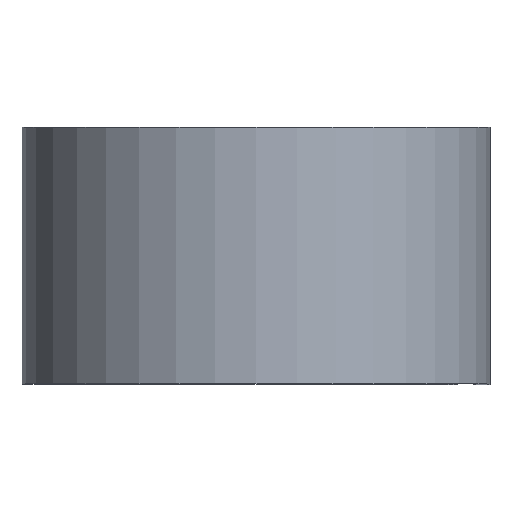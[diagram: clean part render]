
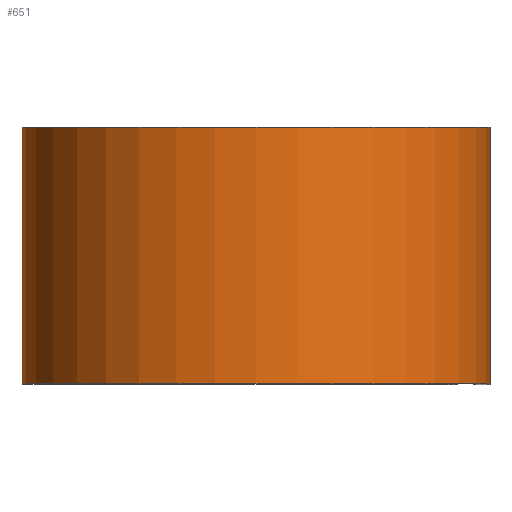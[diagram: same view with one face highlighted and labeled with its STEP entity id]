
A CAD part, top view. The second image highlights one B-rep face of the part: STEP entity #651.
In plain terms, the highlighted cylindrical face has radius 20.269 mm (diameter 40.538 mm), a partial arc.
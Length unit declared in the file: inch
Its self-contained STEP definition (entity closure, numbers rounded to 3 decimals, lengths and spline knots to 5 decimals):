
#35 = AXIS2_PLACEMENT_3D ( 'NONE', #572, #519, #532 ) ;
#41 = LINE ( 'NONE', #509, #492 ) ;
#45 = EDGE_CURVE ( 'NONE', #709, #117, #673, .T. ) ;
#94 = DIRECTION ( 'NONE',  ( 1., 0., 0. ) ) ;
#117 = VERTEX_POINT ( 'NONE', #124 ) ;
#124 = CARTESIAN_POINT ( 'NONE',  ( 0.798, -0.4375, 0. ) ) ;
#134 = CARTESIAN_POINT ( 'NONE',  ( 0., 0.4375, 0. ) ) ;
#145 = CARTESIAN_POINT ( 'NONE',  ( 0.798, 0.4375, 0. ) ) ;
#160 = DIRECTION ( 'NONE',  ( 0., -1., 0. ) ) ;
#187 = CYLINDRICAL_SURFACE ( 'NONE', #282, 0.798 ) ;
#191 = ORIENTED_EDGE ( 'NONE', *, *, #577, .F. ) ;
#224 = VECTOR ( 'NONE', #552, 39.37008 ) ;
#245 = CARTESIAN_POINT ( 'NONE',  ( 0.798, 0.4375, 0. ) ) ;
#269 = VERTEX_POINT ( 'NONE', #145 ) ;
#282 = AXIS2_PLACEMENT_3D ( 'NONE', #134, #334, #511 ) ;
#334 = DIRECTION ( 'NONE',  ( 0., -1., 0. ) ) ;
#337 = ORIENTED_EDGE ( 'NONE', *, *, #449, .T. ) ;
#371 = CIRCLE ( 'NONE', #604, 0.798 ) ;
#395 = EDGE_CURVE ( 'NONE', #269, #117, #645, .T. ) ;
#449 = EDGE_CURVE ( 'NONE', #726, #709, #41, .T. ) ;
#458 = ORIENTED_EDGE ( 'NONE', *, *, #45, .T. ) ;
#492 = VECTOR ( 'NONE', #160, 39.37008 ) ;
#497 = FACE_OUTER_BOUND ( 'NONE', #724, .T. ) ;
#509 = CARTESIAN_POINT ( 'NONE',  ( 0., 0.4375, -0.798 ) ) ;
#511 = DIRECTION ( 'NONE',  ( 0., 0., -1. ) ) ;
#519 = DIRECTION ( 'NONE',  ( 0., 1., 0. ) ) ;
#532 = DIRECTION ( 'NONE',  ( 1., 0., 0. ) ) ;
#541 = DIRECTION ( 'NONE',  ( 0., 1., 0. ) ) ;
#552 = DIRECTION ( 'NONE',  ( 0., -1., 0. ) ) ;
#554 = CARTESIAN_POINT ( 'NONE',  ( 0., 0.4375, -0.798 ) ) ;
#572 = CARTESIAN_POINT ( 'NONE',  ( 0., -0.4375, 0. ) ) ;
#577 = EDGE_CURVE ( 'NONE', #726, #269, #371, .T. ) ;
#601 = CARTESIAN_POINT ( 'NONE',  ( 0., -0.4375, -0.798 ) ) ;
#604 = AXIS2_PLACEMENT_3D ( 'NONE', #639, #541, #94 ) ;
#639 = CARTESIAN_POINT ( 'NONE',  ( 0., 0.4375, 0. ) ) ;
#645 = LINE ( 'NONE', #245, #224 ) ;
#646 = ORIENTED_EDGE ( 'NONE', *, *, #395, .F. ) ;
#651 = ADVANCED_FACE ( 'NONE', ( #497 ), #187, .T. ) ;
#673 = CIRCLE ( 'NONE', #35, 0.798 ) ;
#709 = VERTEX_POINT ( 'NONE', #601 ) ;
#724 = EDGE_LOOP ( 'NONE', ( #458, #646, #191, #337 ) ) ;
#726 = VERTEX_POINT ( 'NONE', #554 ) ;
